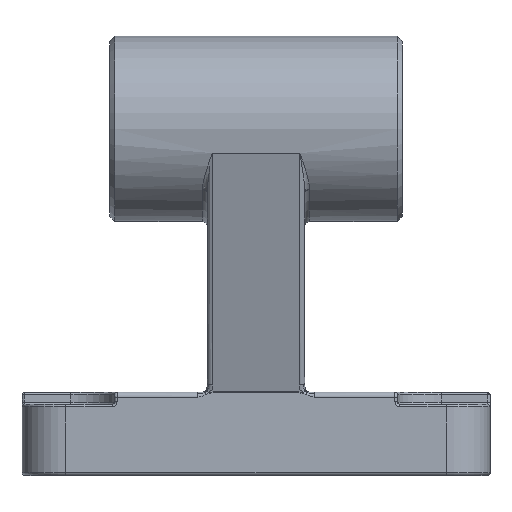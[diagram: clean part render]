
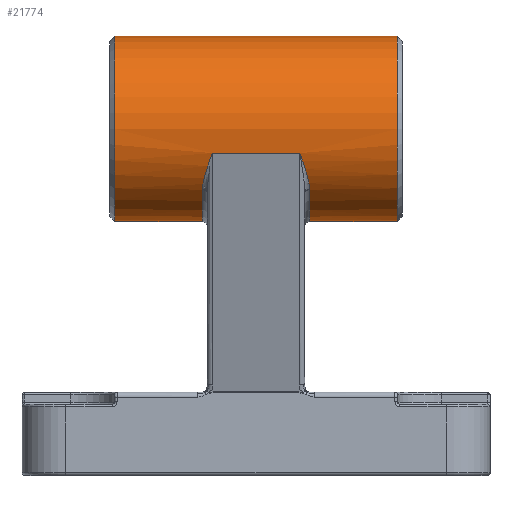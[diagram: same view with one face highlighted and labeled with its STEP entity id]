
A CAD part, top view. The second image highlights one B-rep face of the part: STEP entity #21774.
In plain terms, the highlighted cylindrical face has radius 19 mm (diameter 38 mm), a full revolution.
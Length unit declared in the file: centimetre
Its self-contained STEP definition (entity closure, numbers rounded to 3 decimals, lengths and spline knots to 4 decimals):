
#145=CYLINDRICAL_SURFACE($,#22433,1.9);
#407=CIRCLE($,#22432,1.9);
#408=CIRCLE($,#22434,1.9);
#409=CIRCLE($,#22435,1.9);
#410=CIRCLE($,#22436,1.9);
#722=FACE_BOUND($,#3324,.T.);
#723=FACE_BOUND($,#3325,.T.);
#2017=FACE_OUTER_BOUND($,#3323,.T.);
#3323=EDGE_LOOP($,(#18850));
#3324=EDGE_LOOP($,(#18851,#18852,#18853,#18854,#18855,#18856,#18857,#18858));
#3325=EDGE_LOOP($,(#18859));
#4800=LINE($,#44954,#6191);
#4801=LINE($,#44975,#6192);
#6191=VECTOR($,#24918,1.8);
#6192=VECTOR($,#24921,1.8);
#7888=B_SPLINE_CURVE_WITH_KNOTS($,3,(#44934,#44935,#44936,#44937,#44938,
#44939,#44940,#44941),.UNSPECIFIED.,.F.,.F.,(4,1,1,2,4),(0.,0.369,
0.5535,0.9226,0.9243),.UNSPECIFIED.);
#7889=B_SPLINE_CURVE_WITH_KNOTS($,3,(#44945,#44946,#44947,#44948,#44949,
#44950,#44951,#44952),.UNSPECIFIED.,.F.,.F.,(4,2,1,1,4),(-0.0018,
0.,0.369,0.5535,0.9226),.UNSPECIFIED.);
#7890=B_SPLINE_CURVE_WITH_KNOTS($,3,(#44956,#44957,#44958,#44959,#44960,
#44961,#44962,#44963),.UNSPECIFIED.,.F.,.F.,(4,1,1,2,4),(0.,0.369,
0.5535,0.9226,0.9243),.UNSPECIFIED.);
#7891=B_SPLINE_CURVE_WITH_KNOTS($,3,(#44967,#44968,#44969,#44970,#44971,
#44972,#44973,#44974),.UNSPECIFIED.,.F.,.F.,(4,2,1,1,4),(-0.0018,
0.,0.369,0.5535,0.9226),.UNSPECIFIED.);
#9745=VERTEX_POINT($,#44927);
#9746=VERTEX_POINT($,#44930);
#9747=VERTEX_POINT($,#44932);
#9748=VERTEX_POINT($,#44933);
#9749=VERTEX_POINT($,#44942);
#9750=VERTEX_POINT($,#44944);
#9751=VERTEX_POINT($,#44953);
#9752=VERTEX_POINT($,#44955);
#9753=VERTEX_POINT($,#44964);
#9754=VERTEX_POINT($,#44966);
#12817=EDGE_CURVE($,#9745,#9745,#407,.T.);
#12818=EDGE_CURVE($,#9746,#9746,#408,.T.);
#12819=EDGE_CURVE($,#9747,#9748,#7888,.T.);
#12820=EDGE_CURVE($,#9749,#9747,#409,.T.);
#12821=EDGE_CURVE($,#9750,#9749,#7889,.T.);
#12822=EDGE_CURVE($,#9751,#9750,#4800,.T.);
#12823=EDGE_CURVE($,#9752,#9751,#7890,.T.);
#12824=EDGE_CURVE($,#9753,#9752,#410,.T.);
#12825=EDGE_CURVE($,#9754,#9753,#7891,.T.);
#12826=EDGE_CURVE($,#9754,#9748,#4801,.T.);
#18850=ORIENTED_EDGE($,*,*,#12818,.F.);
#18851=ORIENTED_EDGE($,*,*,#12819,.F.);
#18852=ORIENTED_EDGE($,*,*,#12820,.F.);
#18853=ORIENTED_EDGE($,*,*,#12821,.F.);
#18854=ORIENTED_EDGE($,*,*,#12822,.F.);
#18855=ORIENTED_EDGE($,*,*,#12823,.F.);
#18856=ORIENTED_EDGE($,*,*,#12824,.F.);
#18857=ORIENTED_EDGE($,*,*,#12825,.F.);
#18858=ORIENTED_EDGE($,*,*,#12826,.T.);
#18859=ORIENTED_EDGE($,*,*,#12817,.F.);
#21774=ADVANCED_FACE($,(#2017,#722,#723),#145,.T.);
#22432=AXIS2_PLACEMENT_3D($,#44928,#24910,#24911);
#22433=AXIS2_PLACEMENT_3D($,#44929,#24912,#24913);
#22434=AXIS2_PLACEMENT_3D($,#44931,#24914,#24915);
#22435=AXIS2_PLACEMENT_3D($,#44943,#24916,#24917);
#22436=AXIS2_PLACEMENT_3D($,#44965,#24919,#24920);
#24910=DIRECTION('center_axis',(-1.,0.,0.));
#24911=DIRECTION('ref_axis',(0.,-1.,0.));
#24912=DIRECTION('center_axis',(1.,0.,0.));
#24913=DIRECTION('ref_axis',(0.,-1.,0.));
#24914=DIRECTION('center_axis',(1.,0.,0.));
#24915=DIRECTION('ref_axis',(0.,-1.,0.));
#24916=DIRECTION('center_axis',(-1.,0.,0.));
#24917=DIRECTION('ref_axis',(0.,-0.897,-0.442));
#24918=DIRECTION($,(1.,0.,0.));
#24919=DIRECTION('center_axis',(1.,0.,0.));
#24920=DIRECTION('ref_axis',(0.,-0.897,-0.442));
#24921=DIRECTION($,(1.,0.,0.));
#44927=CARTESIAN_POINT('',(-2.9,9.,3.));
#44928=CARTESIAN_POINT('Origin',(-2.9,7.1,3.));
#44929=CARTESIAN_POINT('Origin',(0.,7.1,3.));
#44930=CARTESIAN_POINT('',(2.9,9.,3.));
#44931=CARTESIAN_POINT('Origin',(2.9,7.1,3.));
#44932=CARTESIAN_POINT('',(1.1,5.852,4.4326));
#44933=CARTESIAN_POINT('',(0.9,6.6012,4.8334));
#44934=CARTESIAN_POINT('Ctrl Pts',(1.1,5.852,4.4326));
#44935=CARTESIAN_POINT('Ctrl Pts',(1.1,5.9401,4.5094));
#44936=CARTESIAN_POINT('Ctrl Pts',(1.0701,6.0829,4.6119));
#44937=CARTESIAN_POINT('Ctrl Pts',(0.9943,6.3331,4.7447));
#44938=CARTESIAN_POINT('Ctrl Pts',(0.9376,6.4922,4.8036));
#44939=CARTESIAN_POINT('Ctrl Pts',(0.9004,6.6002,4.8331));
#44940=CARTESIAN_POINT('Ctrl Pts',(0.9002,6.6007,4.8332));
#44941=CARTESIAN_POINT('Ctrl Pts',(0.9,6.6012,4.8334));
#44942=CARTESIAN_POINT('',(1.1,7.477,1.1378));
#44943=CARTESIAN_POINT('Origin',(1.1,7.1,3.));
#44944=CARTESIAN_POINT('',(0.9,8.2511,1.4884));
#44945=CARTESIAN_POINT('Ctrl Pts',(0.9,8.2511,1.4884));
#44946=CARTESIAN_POINT('Ctrl Pts',(0.9002,8.2506,1.488));
#44947=CARTESIAN_POINT('Ctrl Pts',(0.9004,8.2502,1.4877));
#44948=CARTESIAN_POINT('Ctrl Pts',(0.9376,8.1611,1.42));
#44949=CARTESIAN_POINT('Ctrl Pts',(0.9943,8.0175,1.3296));
#44950=CARTESIAN_POINT('Ctrl Pts',(1.0701,7.7598,1.2119));
#44951=CARTESIAN_POINT('Ctrl Pts',(1.1,7.5916,1.161));
#44952=CARTESIAN_POINT('Ctrl Pts',(1.1,7.477,1.1378));
#44953=CARTESIAN_POINT('',(-0.9,8.2511,1.4884));
#44954=CARTESIAN_POINT($,(-0.9,8.2511,1.4884));
#44955=CARTESIAN_POINT('',(-1.1,7.477,1.1378));
#44956=CARTESIAN_POINT('Ctrl Pts',(-1.1,7.477,1.1378));
#44957=CARTESIAN_POINT('Ctrl Pts',(-1.1,7.5916,1.161));
#44958=CARTESIAN_POINT('Ctrl Pts',(-1.0701,7.7598,1.2119));
#44959=CARTESIAN_POINT('Ctrl Pts',(-0.9943,8.0175,
1.3296));
#44960=CARTESIAN_POINT('Ctrl Pts',(-0.9376,8.1611,
1.42));
#44961=CARTESIAN_POINT('Ctrl Pts',(-0.9004,8.2502,1.4877));
#44962=CARTESIAN_POINT('Ctrl Pts',(-0.9002,8.2506,1.488));
#44963=CARTESIAN_POINT('Ctrl Pts',(-0.9,8.2511,1.4884));
#44964=CARTESIAN_POINT('',(-1.1,5.852,4.4326));
#44965=CARTESIAN_POINT('Origin',(-1.1,7.1,3.));
#44966=CARTESIAN_POINT('',(-0.9,6.6012,4.8334));
#44967=CARTESIAN_POINT('Ctrl Pts',(-0.9,6.6012,
4.8334));
#44968=CARTESIAN_POINT('Ctrl Pts',(-0.9002,6.6007,
4.8332));
#44969=CARTESIAN_POINT('Ctrl Pts',(-0.9004,6.6002,
4.8331));
#44970=CARTESIAN_POINT('Ctrl Pts',(-0.9376,6.4922,
4.8036));
#44971=CARTESIAN_POINT('Ctrl Pts',(-0.9943,6.3331,
4.7447));
#44972=CARTESIAN_POINT('Ctrl Pts',(-1.0701,6.0829,4.6119));
#44973=CARTESIAN_POINT('Ctrl Pts',(-1.1,5.9401,4.5094));
#44974=CARTESIAN_POINT('Ctrl Pts',(-1.1,5.852,4.4326));
#44975=CARTESIAN_POINT($,(-0.9,6.6012,4.8334));
